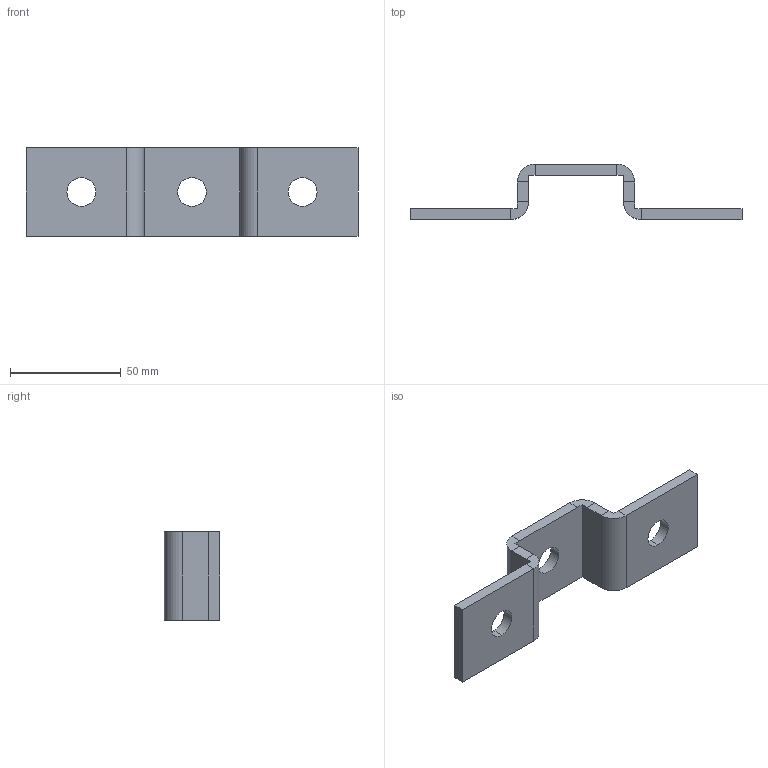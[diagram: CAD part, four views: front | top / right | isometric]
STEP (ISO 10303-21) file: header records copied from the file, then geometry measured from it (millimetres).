
FILE_DESCRIPTION (( 'STEP AP214' ), '1' );
FILE_NAME ('1124671.STEP', '2026-02-19T15:53:03', ( '' ), ( '' ), 'SwSTEP 2.0', 'SolidWorks 2024', '' );
FILE_SCHEMA (( 'AUTOMOTIVE_DESIGN' ));
Length unit declared in the file: millimetre
Products named in the file (1): 1124671
Bounding box: 150 x 25 x 40 mm (x, y, z)
Volume: 33811.5 mm3; surface area: 16657 mm2
Topology: 1 solids, 1 shells, 40 faces, 98 edges, 60 vertices
Faces by surface type: plane 30, cylinder 10
Entity records: 1189 total; most frequent: DIRECTION 200, CARTESIAN_POINT 199, ORIENTED_EDGE 196, EDGE_CURVE 98, VECTOR 78, LINE 78, AXIS2_PLACEMENT_3D 61, VERTEX_POINT 60
